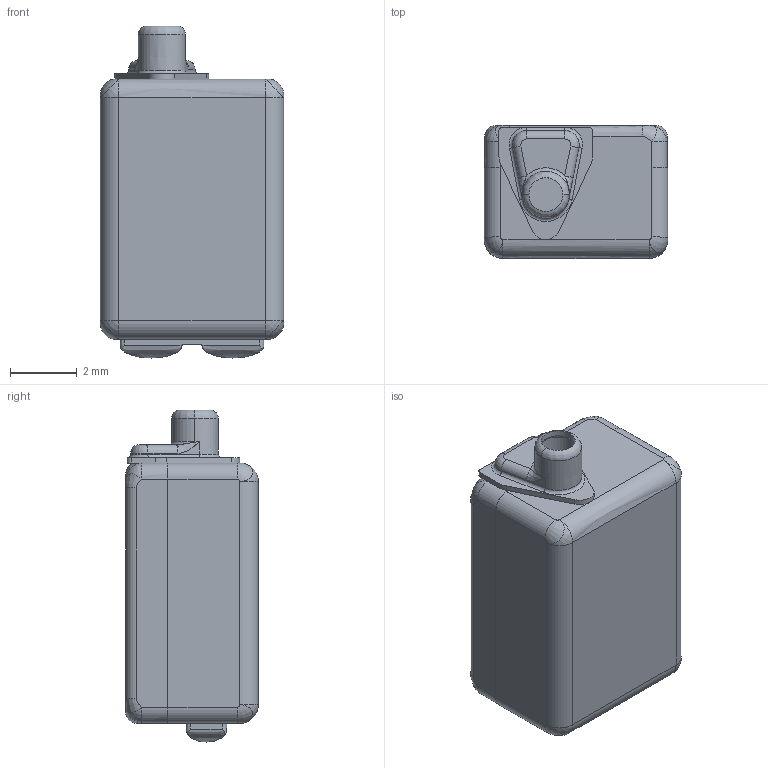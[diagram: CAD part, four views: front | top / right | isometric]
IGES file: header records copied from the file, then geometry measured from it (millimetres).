
Start section:  PTC IGES file: ef-30037-000_sw.igs
Global section: file name: ef-30037-000_sw.igs; native system: Pro/ENGINEER by Parametric Technology Corporation; preprocessor: 2005070; author: ABerumen; organization: Unknown; date: 060719.160540; units: inch
Bounding box: 5.51 x 3.99 x 9.98 mm (x, y, z)
Surface area: 362.9 mm2 (no closed solid volume)
Topology: 0 solids, 0 shells, 208 faces, 994 edges, 994 vertices
Faces by surface type: revolution 125, bspline 83
